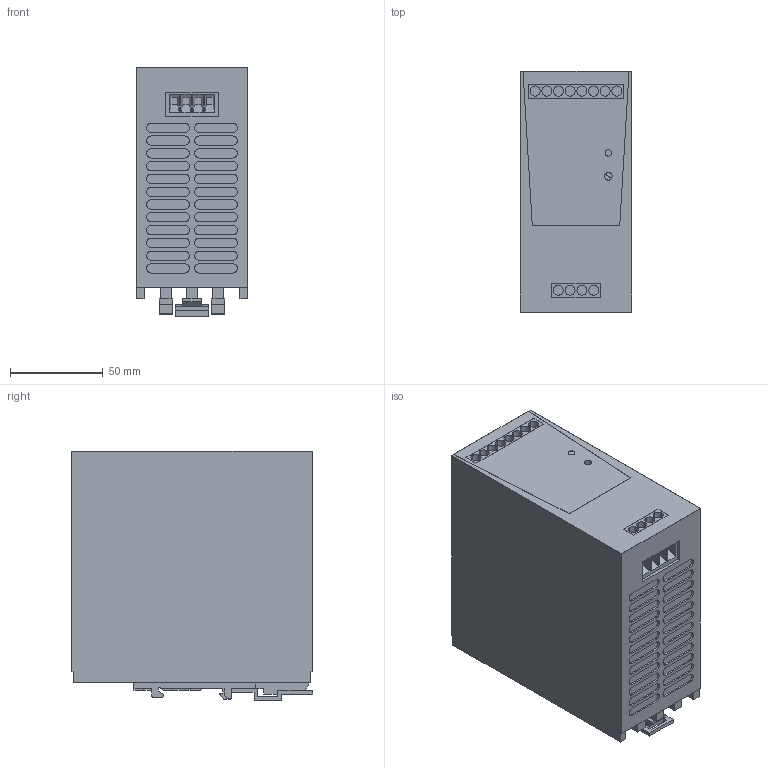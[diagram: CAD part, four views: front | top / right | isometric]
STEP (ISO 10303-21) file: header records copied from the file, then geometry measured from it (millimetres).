
FILE_DESCRIPTION(('CATIA V5R24 STEP','CAx-IF Rec.Pracs.--- Model Styling and Organization---1.2---2011-12-15'),'2;1');
FILE_NAME ('6800569_3', '2018-03-13T12:22:47+00:00', ('Weidmueller Interface'), ('Weidmueller'), 'CATIA Version 5-6 Release 2014 SP4', 'CATIA V5 STEP AP214', 'none');
FILE_SCHEMA(('AUTOMOTIVE_DESIGN { 1 0 10303 214 1 1 1 1 }'));
Length unit declared in the file: millimetre
Products named in the file (1): 1478180000
Bounding box: 60 x 130.15 x 134.5 mm (x, y, z)
Volume: 937986.7 mm3; surface area: 108458.8 mm2
Topology: 7 solids, 7 shells, 612 faces, 1501 edges, 974 vertices
Faces by surface type: plane 459, cylinder 153
Entity records: 16986 total; most frequent: ORIENTED_EDGE 3002, CARTESIAN_POINT 2888, DIRECTION 2235, EDGE_CURVE 1483, VECTOR 1121, LINE 1121, VERTEX_POINT 956, AXIS2_PLACEMENT_3D 715
